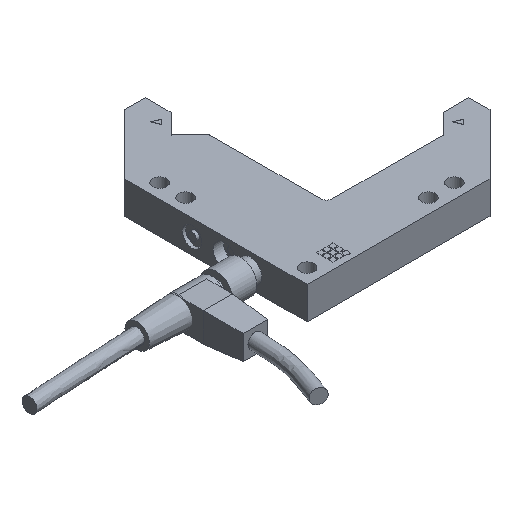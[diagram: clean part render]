
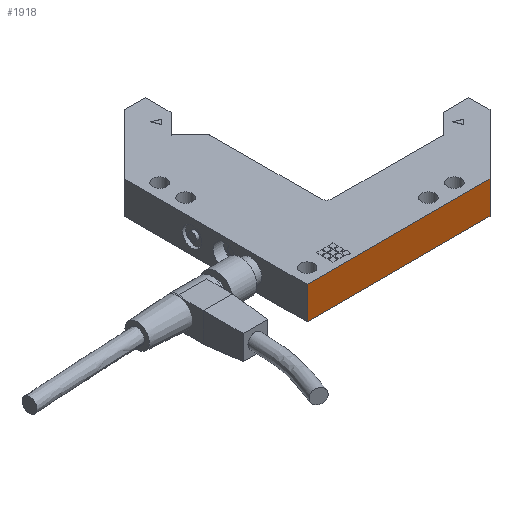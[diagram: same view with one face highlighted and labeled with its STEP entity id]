
A CAD part, isometric view. The second image highlights one B-rep face of the part: STEP entity #1918.
In plain terms, the highlighted planar face has unit normal (0, -1, 0).
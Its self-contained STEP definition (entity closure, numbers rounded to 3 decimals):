
#175=PLANE('',#2073);
#286=FACE_OUTER_BOUND('',#427,.T.);
#427=EDGE_LOOP('',(#1606,#1607,#1608,#1609));
#544=LINE('',#2817,#728);
#655=LINE('',#3054,#839);
#658=LINE('',#3059,#842);
#659=LINE('',#3060,#843);
#728=VECTOR('',#2278,10.);
#839=VECTOR('',#2491,10.);
#842=VECTOR('',#2496,56.5);
#843=VECTOR('',#2497,56.5);
#979=VERTEX_POINT('',#2814);
#980=VERTEX_POINT('',#2816);
#1054=VERTEX_POINT('',#3051);
#1055=VERTEX_POINT('',#3053);
#1158=EDGE_CURVE('',#979,#980,#544,.T.);
#1269=EDGE_CURVE('',#1054,#1055,#655,.T.);
#1272=EDGE_CURVE('',#1054,#980,#658,.T.);
#1273=EDGE_CURVE('',#979,#1055,#659,.T.);
#1606=ORIENTED_EDGE('',*,*,#1269,.F.);
#1607=ORIENTED_EDGE('',*,*,#1272,.T.);
#1608=ORIENTED_EDGE('',*,*,#1158,.F.);
#1609=ORIENTED_EDGE('',*,*,#1273,.T.);
#1918=ADVANCED_FACE('',(#286),#175,.T.);
#2073=AXIS2_PLACEMENT_3D('',#3058,#2494,#2495);
#2278=DIRECTION('',(0.,0.,1.));
#2491=DIRECTION('',(0.,0.,-1.));
#2494=DIRECTION('center_axis',(0.,-1.,0.));
#2495=DIRECTION('ref_axis',(0.,0.,-1.));
#2496=DIRECTION('',(-1.,0.,0.));
#2497=DIRECTION('',(1.,0.,0.));
#2814=CARTESIAN_POINT('',(-20.074,-42.466,0.));
#2816=CARTESIAN_POINT('',(-20.074,-42.466,10.));
#2817=CARTESIAN_POINT('',(-20.074,-42.466,0.));
#3051=CARTESIAN_POINT('',(36.426,-42.466,10.));
#3053=CARTESIAN_POINT('',(36.426,-42.466,0.));
#3054=CARTESIAN_POINT('',(36.426,-42.466,10.));
#3058=CARTESIAN_POINT('Origin',(54.926,-42.466,0.));
#3059=CARTESIAN_POINT('',(36.426,-42.466,10.));
#3060=CARTESIAN_POINT('',(-20.074,-42.466,0.));
